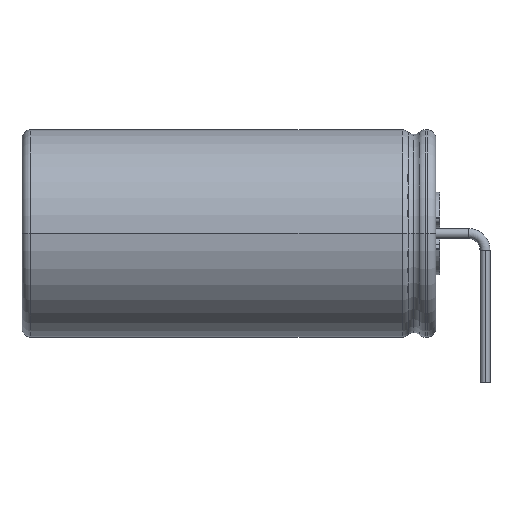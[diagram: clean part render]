
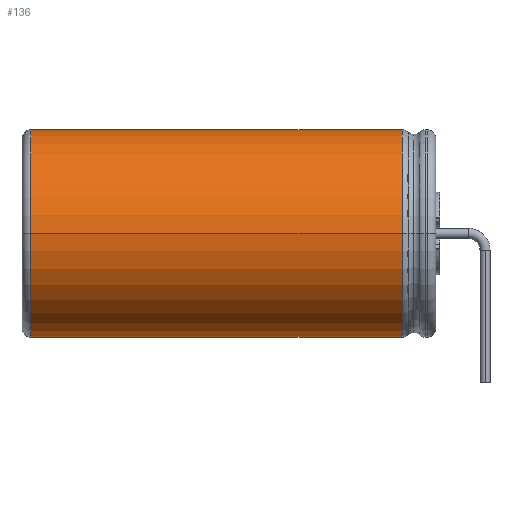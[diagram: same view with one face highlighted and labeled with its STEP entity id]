
A CAD part, left-side view. The second image highlights one B-rep face of the part: STEP entity #136.
In plain terms, the highlighted cylindrical face has radius 6.275 mm (diameter 12.551 mm), a partial arc.
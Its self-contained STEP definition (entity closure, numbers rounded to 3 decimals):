
#37 = AXIS2_PLACEMENT_3D ( 'NONE', #850, #390, #1175 ) ;
#136 = ADVANCED_FACE ( 'NONE', ( #3844 ), #4621, .T. ) ;
#198 = CARTESIAN_POINT ( 'NONE',  ( 0., 2.52, 0. ) ) ;
#290 = DIRECTION ( 'NONE',  ( 0., 1., 0. ) ) ;
#390 = DIRECTION ( 'NONE',  ( 0., -1., 0. ) ) ;
#472 = VECTOR ( 'NONE', #4502, 1000. ) ;
#510 = DIRECTION ( 'NONE',  ( 1., 0., 0. ) ) ;
#676 = CIRCLE ( 'NONE', #1610, 6.275 ) ;
#706 = CARTESIAN_POINT ( 'NONE',  ( 0., 12.922, 6.275 ) ) ;
#850 = CARTESIAN_POINT ( 'NONE',  ( 0., 25., 0. ) ) ;
#1081 = CARTESIAN_POINT ( 'NONE',  ( 0., 25., 6.275 ) ) ;
#1175 = DIRECTION ( 'NONE',  ( 1., 0., 0. ) ) ;
#1223 = ORIENTED_EDGE ( 'NONE', *, *, #4385, .T. ) ;
#1342 = AXIS2_PLACEMENT_3D ( 'NONE', #2398, #1712, #510 ) ;
#1373 = DIRECTION ( 'NONE',  ( 0., -1., 0. ) ) ;
#1610 = AXIS2_PLACEMENT_3D ( 'NONE', #198, #1373, #2465 ) ;
#1712 = DIRECTION ( 'NONE',  ( 0., 1., 0. ) ) ;
#1825 = LINE ( 'NONE', #706, #472 ) ;
#1874 = EDGE_CURVE ( 'NONE', #2943, #2738, #676, .T. ) ;
#1951 = ORIENTED_EDGE ( 'NONE', *, *, #3045, .F. ) ;
#2257 = ORIENTED_EDGE ( 'NONE', *, *, #1874, .F. ) ;
#2373 = CIRCLE ( 'NONE', #37, 6.275 ) ;
#2398 = CARTESIAN_POINT ( 'NONE',  ( 0., 12.922, 0. ) ) ;
#2406 = CARTESIAN_POINT ( 'NONE',  ( 0., 2.52, -6.275 ) ) ;
#2465 = DIRECTION ( 'NONE',  ( 1., 0., 0. ) ) ;
#2738 = VERTEX_POINT ( 'NONE', #2406 ) ;
#2943 = VERTEX_POINT ( 'NONE', #3739 ) ;
#3045 = EDGE_CURVE ( 'NONE', #4256, #2943, #1825, .T. ) ;
#3452 = EDGE_LOOP ( 'NONE', ( #1223, #4924, #2257, #1951 ) ) ;
#3647 = VERTEX_POINT ( 'NONE', #4245 ) ;
#3739 = CARTESIAN_POINT ( 'NONE',  ( 0., 2.52, 6.275 ) ) ;
#3844 = FACE_OUTER_BOUND ( 'NONE', #3452, .T. ) ;
#4118 = EDGE_CURVE ( 'NONE', #2738, #3647, #4274, .T. ) ;
#4245 = CARTESIAN_POINT ( 'NONE',  ( 0., 25., -6.275 ) ) ;
#4256 = VERTEX_POINT ( 'NONE', #1081 ) ;
#4274 = LINE ( 'NONE', #4509, #4684 ) ;
#4385 = EDGE_CURVE ( 'NONE', #4256, #3647, #2373, .T. ) ;
#4502 = DIRECTION ( 'NONE',  ( 0., -1., 0. ) ) ;
#4509 = CARTESIAN_POINT ( 'NONE',  ( 0., 12.922, -6.275 ) ) ;
#4621 = CYLINDRICAL_SURFACE ( 'NONE', #1342, 6.275 ) ;
#4684 = VECTOR ( 'NONE', #290, 1000. ) ;
#4924 = ORIENTED_EDGE ( 'NONE', *, *, #4118, .F. ) ;
